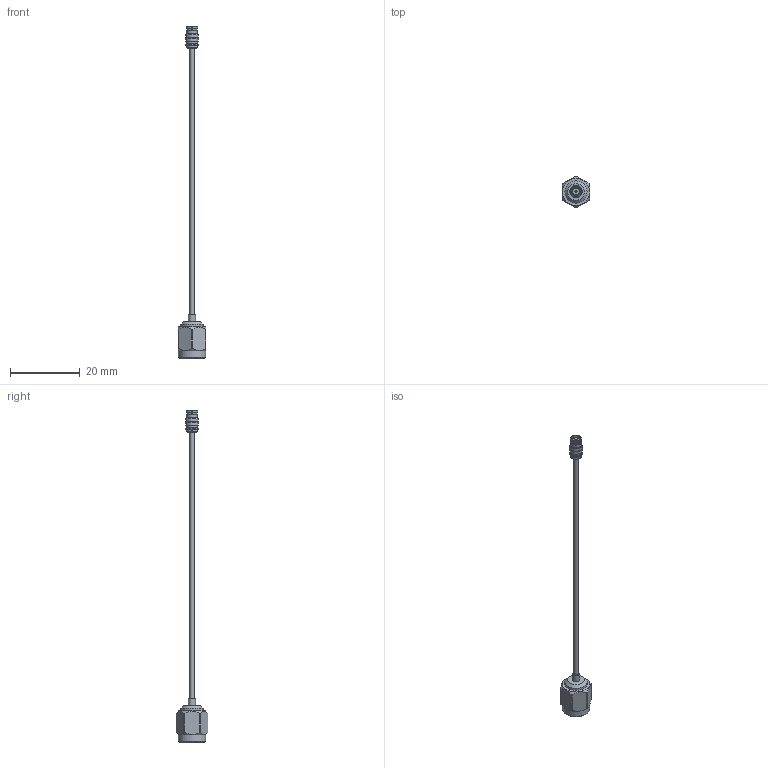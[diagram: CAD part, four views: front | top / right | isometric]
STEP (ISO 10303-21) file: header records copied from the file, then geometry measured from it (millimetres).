
FILE_DESCRIPTION (( 'STEP AP203' ), '1' );
FILE_NAME ('PE36162_3D.step', '2022-07-15T18:00:46', ( '' ), ( '' ), 'SwSTEP 2.0', 'SolidWorks 2021', '' );
FILE_SCHEMA (( 'CONFIG_CONTROL_DESIGN' ));
Length unit declared in the file: inch
Products named in the file (4): PE36162_3D; PE4404^PE36162; PE44785^PE36162; PE-047SR^PE36162_PE-SR047FL
Assembly tree (3 placements, depth 2):
  PE36162_3D
    PE-047SR^PE36162_PE-SR047FL
    PE44785^PE36162
    PE4404^PE36162
Bounding box: 7.94 x 8.99 x 95 mm (x, y, z)
Volume: 533.7 mm3; surface area: 984 mm2
Topology: 3 solids, 3 shells, 115 faces, 273 edges, 179 vertices
Faces by surface type: plane 44, cylinder 43, cone 16, torus 9, bspline 3
Full cylindrical faces by diameter (mm): 0.381 x1, 0.508 x2, 0.635 x1, 0.94 x1, 1.194 x3, 1.219 x1, 2.032 x1, 2.057 x1, 2.565 x1, 2.822 x1, 2.996 x2, 3.516 x3, 4.445 x1, 6.35 x7, 7.762 x1
Entity records: 4323 total; most frequent: CARTESIAN_POINT 1652, DIRECTION 482, ORIENTED_EDGE 402, AXIS2_PLACEMENT_3D 211, EDGE_CURVE 201, EDGE_LOOP 168, VERTEX_POINT 153, FACE_OUTER_BOUND 136
